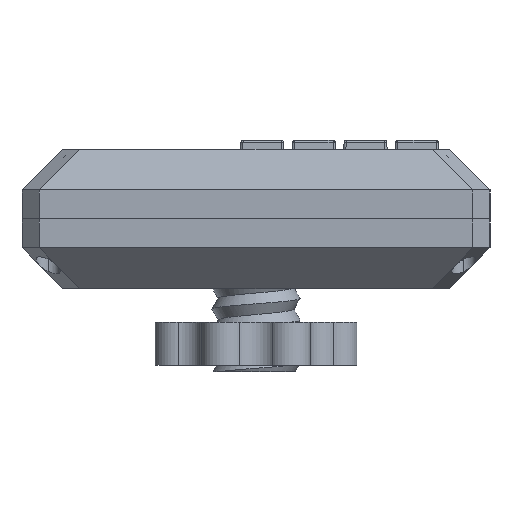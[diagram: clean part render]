
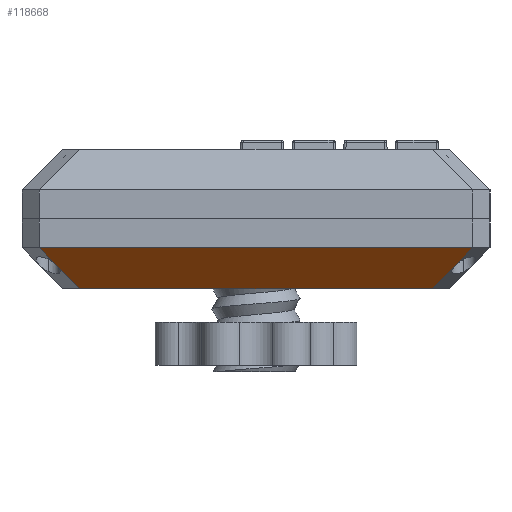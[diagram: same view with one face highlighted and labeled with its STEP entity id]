
A CAD part, left-side view. The second image highlights one B-rep face of the part: STEP entity #118668.
In plain terms, the highlighted planar face has unit normal (-0.707, 0, -0.707).
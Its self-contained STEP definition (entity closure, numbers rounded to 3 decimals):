
#2938 = DIRECTION ( 'NONE',  ( -0.577, -0.577, 0.577 ) ) ;
#5470 = CARTESIAN_POINT ( 'NONE',  ( -108.294, -24.936, 39.446 ) ) ;
#13233 = ORIENTED_EDGE ( 'NONE', *, *, #34744, .T. ) ;
#13425 = DIRECTION ( 'NONE',  ( 0.707, 0., 0.707 ) ) ;
#14711 = CARTESIAN_POINT ( 'NONE',  ( -59.286, 116.828, -9.562 ) ) ;
#15829 = LINE ( 'NONE', #5470, #41370 ) ;
#17411 = EDGE_LOOP ( 'NONE', ( #64230, #122252, #39842, #58679, #132262, #13233 ) ) ;
#22415 = PLANE ( 'NONE',  #115159 ) ;
#27444 = VERTEX_POINT ( 'NONE', #55929 ) ;
#29163 = DIRECTION ( 'NONE',  ( 0., 1., 0. ) ) ;
#34744 = EDGE_CURVE ( 'NONE', #73122, #63181, #15829, .T. ) ;
#34829 = CARTESIAN_POINT ( 'NONE',  ( -53.848, 111.39, -15. ) ) ;
#38330 = CARTESIAN_POINT ( 'NONE',  ( 15.203, 42.339, -84.051 ) ) ;
#39842 = ORIENTED_EDGE ( 'NONE', *, *, #112494, .T. ) ;
#41370 = VECTOR ( 'NONE', #47529, 1000. ) ;
#41434 = CARTESIAN_POINT ( 'NONE',  ( -63.365, 19.993, -5.484 ) ) ;
#47529 = DIRECTION ( 'NONE',  ( -0.577, -0.577, 0.577 ) ) ;
#49895 = LINE ( 'NONE', #133336, #133217 ) ;
#50589 = DIRECTION ( 'NONE',  ( 0., 1., 0. ) ) ;
#50730 = LINE ( 'NONE', #38330, #109970 ) ;
#52680 = DIRECTION ( 'NONE',  ( 0.577, -0.577, -0.577 ) ) ;
#52982 = CARTESIAN_POINT ( 'NONE',  ( -63.365, 120.907, -5.484 ) ) ;
#54800 = DIRECTION ( 'NONE',  ( 0.707, 0., -0.707 ) ) ;
#55929 = CARTESIAN_POINT ( 'NONE',  ( -53.848, 29.51, -15. ) ) ;
#56714 = LINE ( 'NONE', #98796, #61131 ) ;
#58679 = ORIENTED_EDGE ( 'NONE', *, *, #120909, .F. ) ;
#59359 = VECTOR ( 'NONE', #29163, 1000. ) ;
#59872 = EDGE_CURVE ( 'NONE', #74916, #82069, #90700, .T. ) ;
#61131 = VECTOR ( 'NONE', #2938, 1000. ) ;
#63181 = VERTEX_POINT ( 'NONE', #41434 ) ;
#63760 = VERTEX_POINT ( 'NONE', #34829 ) ;
#64230 = ORIENTED_EDGE ( 'NONE', *, *, #97967, .T. ) ;
#71437 = DIRECTION ( 'NONE',  ( 0.577, -0.577, -0.577 ) ) ;
#72017 = CARTESIAN_POINT ( 'NONE',  ( 15.203, 42.339, -84.051 ) ) ;
#73032 = CARTESIAN_POINT ( 'NONE',  ( -59.286, 24.072, -9.562 ) ) ;
#73122 = VERTEX_POINT ( 'NONE', #73032 ) ;
#74916 = VERTEX_POINT ( 'NONE', #52982 ) ;
#82069 = VERTEX_POINT ( 'NONE', #14711 ) ;
#86542 = CARTESIAN_POINT ( 'NONE',  ( -63.365, -114.795, -5.484 ) ) ;
#90700 = LINE ( 'NONE', #72017, #96407 ) ;
#96407 = VECTOR ( 'NONE', #52680, 1000. ) ;
#97967 = EDGE_CURVE ( 'NONE', #63181, #74916, #133964, .T. ) ;
#98796 = CARTESIAN_POINT ( 'NONE',  ( -108.294, -24.936, 39.446 ) ) ;
#109970 = VECTOR ( 'NONE', #71437, 1000. ) ;
#110498 = EDGE_CURVE ( 'NONE', #27444, #73122, #56714, .T. ) ;
#112494 = EDGE_CURVE ( 'NONE', #82069, #63760, #50730, .T. ) ;
#115159 = AXIS2_PLACEMENT_3D ( 'NONE', #86542, #13425, #54800 ) ;
#116877 = FACE_OUTER_BOUND ( 'NONE', #17411, .T. ) ;
#118668 = ADVANCED_FACE ( 'NONE', ( #116877 ), #22415, .F. ) ;
#120909 = EDGE_CURVE ( 'NONE', #27444, #63760, #49895, .T. ) ;
#122252 = ORIENTED_EDGE ( 'NONE', *, *, #59872, .T. ) ;
#124991 = CARTESIAN_POINT ( 'NONE',  ( -63.365, -114.795, -5.484 ) ) ;
#132262 = ORIENTED_EDGE ( 'NONE', *, *, #110498, .T. ) ;
#133217 = VECTOR ( 'NONE', #50589, 1000. ) ;
#133336 = CARTESIAN_POINT ( 'NONE',  ( -53.848, -114.795, -15. ) ) ;
#133964 = LINE ( 'NONE', #124991, #59359 ) ;
